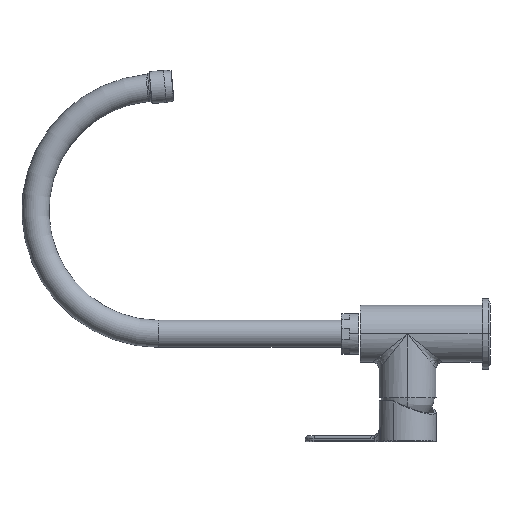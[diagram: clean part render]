
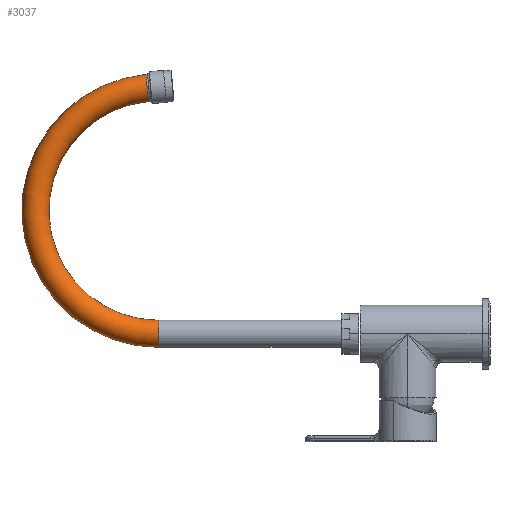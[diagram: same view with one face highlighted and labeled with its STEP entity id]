
A CAD part, left-side view. The second image highlights one B-rep face of the part: STEP entity #3037.
In plain terms, the highlighted toroidal (fillet/blend) face has major radius 90.864 mm and minor radius 10 mm.
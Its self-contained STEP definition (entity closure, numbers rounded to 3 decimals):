
#2762=CARTESIAN_POINT('',(0.,238.536,90.864));
#2763=DIRECTION('',(1.,0.,0.));
#2764=DIRECTION('',(0.,0.,-1.));
#2765=AXIS2_PLACEMENT_3D('',#2762,#2763,#2764);
#2767=CARTESIAN_POINT('',(0.,247.866,191.296));
#2768=CARTESIAN_POINT('',(-0.805,247.866,
191.296));
#2769=CARTESIAN_POINT('',(-2.416,247.849,191.101));
#2770=CARTESIAN_POINT('',(-4.691,247.775,190.242));
#2771=CARTESIAN_POINT('',(-6.696,247.656,188.864));
#2772=CARTESIAN_POINT('',(-8.31,247.499,187.049));
#2773=CARTESIAN_POINT('',(-9.442,247.314,184.9));
#2774=CARTESIAN_POINT('',(-10.024,247.111,182.546));
#2775=CARTESIAN_POINT('',(-10.024,246.902,180.119));
#2776=CARTESIAN_POINT('',(-9.442,246.7,177.765));
#2777=CARTESIAN_POINT('',(-8.309,246.516,175.616));
#2778=CARTESIAN_POINT('',(-6.695,246.36,173.801));
#2779=CARTESIAN_POINT('',(-4.691,246.242,172.423));
#2780=CARTESIAN_POINT('',(-2.415,246.169,171.564));
#2781=CARTESIAN_POINT('',(-0.805,246.152,
171.369));
#2782=CARTESIAN_POINT('',(0.,246.152,
171.369));
#2784=CARTESIAN_POINT('',(0.,238.536,0.));
#2785=DIRECTION('',(0.,1.,0.));
#2786=DIRECTION('',(0.,0.,-1.));
#2787=AXIS2_PLACEMENT_3D('',#2784,#2785,#2786);
#2789=CARTESIAN_POINT('',(0.,238.536,90.864));
#2790=DIRECTION('',(1.,0.,0.));
#2791=DIRECTION('',(0.,0.,-1.));
#2792=AXIS2_PLACEMENT_3D('',#2789,#2790,#2791);
#2908=CARTESIAN_POINT('',(0.,238.536,10.));
#2909=CARTESIAN_POINT('',(0.,238.536,-10.));
#2910=VERTEX_POINT('',#2908);
#2911=VERTEX_POINT('',#2909);
#2932=VERTEX_POINT('',#2767);
#2933=VERTEX_POINT('',#2782);
#3025=CARTESIAN_POINT('',(0.,238.536,90.864));
#3026=DIRECTION('',(1.,0.,0.));
#3027=DIRECTION('',(0.,0.,1.));
#3028=AXIS2_PLACEMENT_3D('',#3025,#3026,#3027);
#3029=TOROIDAL_SURFACE('',#3028,90.864,10.);
#3031=ORIENTED_EDGE('',*,*,#3030,.T.);
#3032=ORIENTED_EDGE('',*,*,#3008,.F.);
#3033=ORIENTED_EDGE('',*,*,#2981,.F.);
#3034=ORIENTED_EDGE('',*,*,#3005,.T.);
#3035=EDGE_LOOP('',(#3031,#3032,#3033,#3034));
#3036=FACE_OUTER_BOUND('',#3035,.F.);
#3037=ADVANCED_FACE('',(#3036),#3029,.T.);
#2766=CIRCLE('',#2765,80.864);
#2783=B_SPLINE_CURVE_WITH_KNOTS('',3,(#2767,#2768,#2769,#2770,#2771,#2772,#2773,
#2774,#2775,#2776,#2777,#2778,#2779,#2780,#2781,#2782),.UNSPECIFIED.,.F.,.F.,(4,
1,1,1,1,1,1,1,1,1,1,1,1,4),(0.,0.077,0.154,
0.231,0.308,0.385,0.462,
0.538,0.615,0.692,0.769,
0.846,0.923,1.),.UNSPECIFIED.);
#2788=CIRCLE('',#2787,10.);
#2793=CIRCLE('',#2792,100.864);
#2981=EDGE_CURVE('',#2911,#2910,#2788,.T.);
#3005=EDGE_CURVE('',#2911,#2932,#2793,.T.);
#3008=EDGE_CURVE('',#2910,#2933,#2766,.T.);
#3030=EDGE_CURVE('',#2932,#2933,#2783,.T.);
